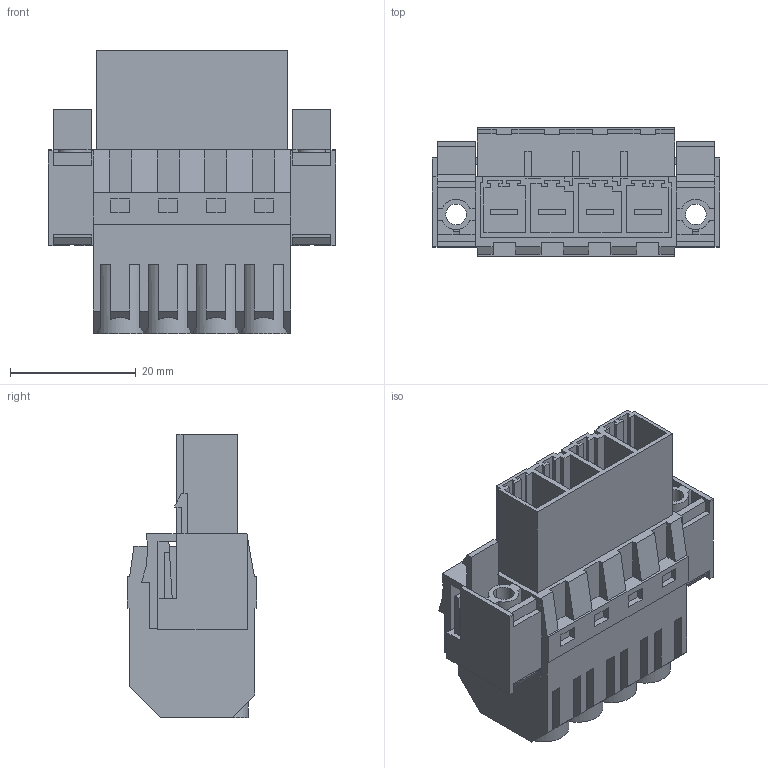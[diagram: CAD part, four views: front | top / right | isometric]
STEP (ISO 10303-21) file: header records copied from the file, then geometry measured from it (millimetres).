
FILE_DESCRIPTION(('CATIA V5 STEP Exchange','CAx-IF Rec.Pracs.--- Model Styling and Organization---1.4--- 2014-01-23'),'2;1');
FILE_NAME ('D1448674_1_1124770000_1124770000.stp','2022-10-14T09:55:00+00:00',('none'),('Weidmueller'),'CATIA Version 5-6 Release 2016 SP3 HF44','CATIA V5 STEP AP214','none');
FILE_SCHEMA(('AUTOMOTIVE_DESIGN { 1 0 10303 214 1 1 1 1 }'));
Length unit declared in the file: millimetre
Products named in the file (1): 1124770000
Bounding box: 45.72 x 20.6 x 45.01 mm (x, y, z)
Volume: 17648.6 mm3; surface area: 14505.5 mm2
Topology: 7 solids, 7 shells, 515 faces, 1447 edges, 967 vertices
Faces by surface type: plane 485, cylinder 30
Entity records: 15822 total; most frequent: CARTESIAN_POINT 2992, ORIENTED_EDGE 2894, DIRECTION 2140, EDGE_CURVE 1447, VECTOR 1367, LINE 1367, VERTEX_POINT 967, EDGE_LOOP 544
